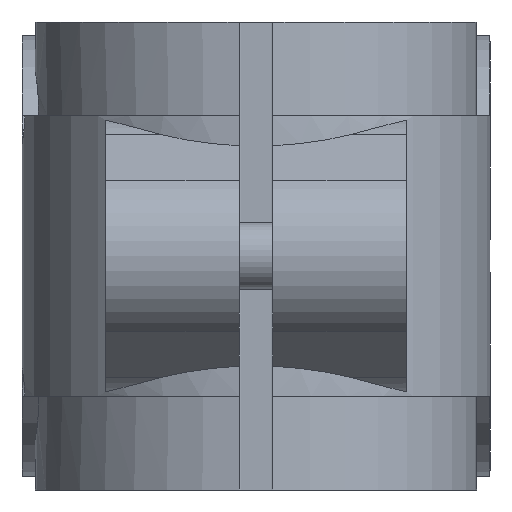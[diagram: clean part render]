
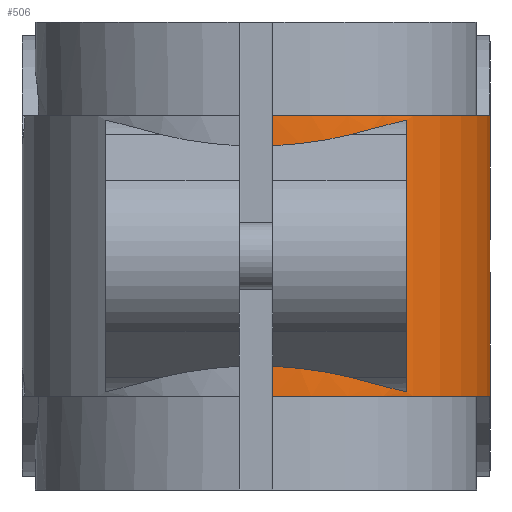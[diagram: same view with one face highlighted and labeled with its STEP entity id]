
A CAD part, left-side view. The second image highlights one B-rep face of the part: STEP entity #506.
In plain terms, the highlighted cylindrical face has radius 35 mm (diameter 70 mm), a partial arc.
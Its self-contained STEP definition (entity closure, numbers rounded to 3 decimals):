
#506 = ADVANCED_FACE( '', ( #1011 ), #1012, .T. );
#1011 = FACE_OUTER_BOUND( '', #1504, .T. );
#1012 = CYLINDRICAL_SURFACE( '', #1505, 35. );
#1504 = EDGE_LOOP( '', ( #2693, #2694, #2695, #2696, #2697, #2698, #2699, #2700, #2701, #2702 ) );
#1505 = AXIS2_PLACEMENT_3D( '', #2703, #2704, #2705 );
#2693 = ORIENTED_EDGE( '', *, *, #3299, .F. );
#2694 = ORIENTED_EDGE( '', *, *, #3038, .T. );
#2695 = ORIENTED_EDGE( '', *, *, #2954, .F. );
#2696 = ORIENTED_EDGE( '', *, *, #3080, .F. );
#2697 = ORIENTED_EDGE( '', *, *, #3300, .F. );
#2698 = ORIENTED_EDGE( '', *, *, #2833, .F. );
#2699 = ORIENTED_EDGE( '', *, *, #3284, .F. );
#2700 = ORIENTED_EDGE( '', *, *, #3031, .F. );
#2701 = ORIENTED_EDGE( '', *, *, #3120, .F. );
#2702 = ORIENTED_EDGE( '', *, *, #2927, .F. );
#2703 = CARTESIAN_POINT( '', ( 0., 0., 21. ) );
#2704 = DIRECTION( '', ( 0., 0., 1. ) );
#2705 = DIRECTION( '', ( -1., 0., 0. ) );
#2833 = EDGE_CURVE( '', #3326, #3320, #3328, .T. );
#2927 = EDGE_CURVE( '', #3495, #3498, #3499, .T. );
#2954 = EDGE_CURVE( '', #3540, #3542, #3543, .T. );
#3031 = EDGE_CURVE( '', #3664, #3666, #3667, .F. );
#3038 = EDGE_CURVE( '', #3672, #3542, #3677, .T. );
#3080 = EDGE_CURVE( '', #3738, #3540, #3740, .T. );
#3120 = EDGE_CURVE( '', #3498, #3664, #3797, .T. );
#3284 = EDGE_CURVE( '', #3666, #3326, #4007, .T. );
#3299 = EDGE_CURVE( '', #3672, #3495, #4021, .F. );
#3300 = EDGE_CURVE( '', #3320, #3738, #4022, .F. );
#3320 = VERTEX_POINT( '', #4043 );
#3326 = VERTEX_POINT( '', #4052 );
#3328 = ELLIPSE( '', #4055, 40.398, 35. );
#3495 = VERTEX_POINT( '', #4498 );
#3498 = VERTEX_POINT( '', #4502 );
#3499 = ELLIPSE( '', #4503, 40.398, 35. );
#3540 = VERTEX_POINT( '', #4555 );
#3542 = VERTEX_POINT( '', #4558 );
#3543 = LINE( '', #4559, #4560 );
#3664 = VERTEX_POINT( '', #4738 );
#3666 = VERTEX_POINT( '', #4740 );
#3667 = LINE( '', #4741, #4742 );
#3672 = VERTEX_POINT( '', #4747 );
#3677 = CIRCLE( '', #4754, 35. );
#3738 = VERTEX_POINT( '', #4881 );
#3740 = CIRCLE( '', #4884, 35. );
#3797 = B_SPLINE_CURVE_WITH_KNOTS( '', 3, ( #4975, #4976, #4977, #4978, #4979, #4980 ), .UNSPECIFIED., .F., .F., ( 4, 2, 4 ), ( 0., 0.005, 0.01 ), .UNSPECIFIED. );
#4007 = B_SPLINE_CURVE_WITH_KNOTS( '', 3, ( #5284, #5285, #5286, #5287, #5288, #5289 ), .UNSPECIFIED., .F., .F., ( 4, 2, 4 ), ( 0., 0.005, 0.01 ), .UNSPECIFIED. );
#4021 = LINE( '', #5308, #5309 );
#4022 = LINE( '', #5310, #5311 );
#4043 = CARTESIAN_POINT( '', ( -34.911, -2.5, 16.498 ) );
#4052 = CARTESIAN_POINT( '', ( -31.968, -14.249, 18.194 ) );
#4055 = AXIS2_PLACEMENT_3D( '', #5334, #5335, #5336 );
#4498 = CARTESIAN_POINT( '', ( -34.911, -2.5, -16.498 ) );
#4502 = CARTESIAN_POINT( '', ( -31.968, -14.249, -18.194 ) );
#4503 = AXIS2_PLACEMENT_3D( '', #5452, #5453, #5454 );
#4555 = CARTESIAN_POINT( '', ( 0., -35., 21. ) );
#4558 = CARTESIAN_POINT( '', ( 0., -35., -21. ) );
#4559 = CARTESIAN_POINT( '', ( 0., -35., 21. ) );
#4560 = VECTOR( '', #5497, 1000. );
#4738 = CARTESIAN_POINT( '', ( -26.81, -22.5, -20.313 ) );
#4740 = CARTESIAN_POINT( '', ( -26.81, -22.5, 20.313 ) );
#4741 = CARTESIAN_POINT( '', ( -26.81, -22.5, 21. ) );
#4742 = VECTOR( '', #5593, 1000. );
#4747 = CARTESIAN_POINT( '', ( -34.911, -2.5, -21. ) );
#4754 = AXIS2_PLACEMENT_3D( '', #5605, #5606, #5607 );
#4881 = CARTESIAN_POINT( '', ( -34.911, -2.5, 21. ) );
#4884 = AXIS2_PLACEMENT_3D( '', #5651, #5652, #5653 );
#4975 = CARTESIAN_POINT( '', ( -31.968, -14.249, -18.194 ) );
#4976 = CARTESIAN_POINT( '', ( -31.304, -15.739, -18.577 ) );
#4977 = CARTESIAN_POINT( '', ( -30.544, -17.167, -18.967 ) );
#4978 = CARTESIAN_POINT( '', ( -28.828, -19.914, -19.695 ) );
#4979 = CARTESIAN_POINT( '', ( -27.873, -21.233, -20.034 ) );
#4980 = CARTESIAN_POINT( '', ( -26.81, -22.5, -20.313 ) );
#5284 = CARTESIAN_POINT( '', ( -26.81, -22.5, 20.313 ) );
#5285 = CARTESIAN_POINT( '', ( -27.873, -21.233, 20.034 ) );
#5286 = CARTESIAN_POINT( '', ( -28.828, -19.914, 19.695 ) );
#5287 = CARTESIAN_POINT( '', ( -30.544, -17.167, 18.967 ) );
#5288 = CARTESIAN_POINT( '', ( -31.304, -15.739, 18.577 ) );
#5289 = CARTESIAN_POINT( '', ( -31.968, -14.249, 18.194 ) );
#5308 = CARTESIAN_POINT( '', ( -34.911, -2.5, 21. ) );
#5309 = VECTOR( '', #5836, 1000. );
#5310 = CARTESIAN_POINT( '', ( -34.911, -2.5, 21. ) );
#5311 = VECTOR( '', #5837, 1000. );
#5334 = CARTESIAN_POINT( '', ( 0., 0., 36.621 ) );
#5335 = DIRECTION( '', ( 0.499, 0., -0.866 ) );
#5336 = DIRECTION( '', ( -0.866, 0., -0.499 ) );
#5452 = CARTESIAN_POINT( '', ( 0., 0., -36.621 ) );
#5453 = DIRECTION( '', ( 0.499, 0., 0.866 ) );
#5454 = DIRECTION( '', ( 0.866, 0., -0.499 ) );
#5497 = DIRECTION( '', ( 0., 0., -1. ) );
#5593 = DIRECTION( '', ( 0., 0., -1. ) );
#5605 = CARTESIAN_POINT( '', ( 0., 0., -21. ) );
#5606 = DIRECTION( '', ( 0., 0., 1. ) );
#5607 = DIRECTION( '', ( 1., 0., 0. ) );
#5651 = CARTESIAN_POINT( '', ( 0., 0., 21. ) );
#5652 = DIRECTION( '', ( 0., 0., 1. ) );
#5653 = DIRECTION( '', ( 1., 0., 0. ) );
#5836 = DIRECTION( '', ( 0., 0., -1. ) );
#5837 = DIRECTION( '', ( 0., 0., -1. ) );
